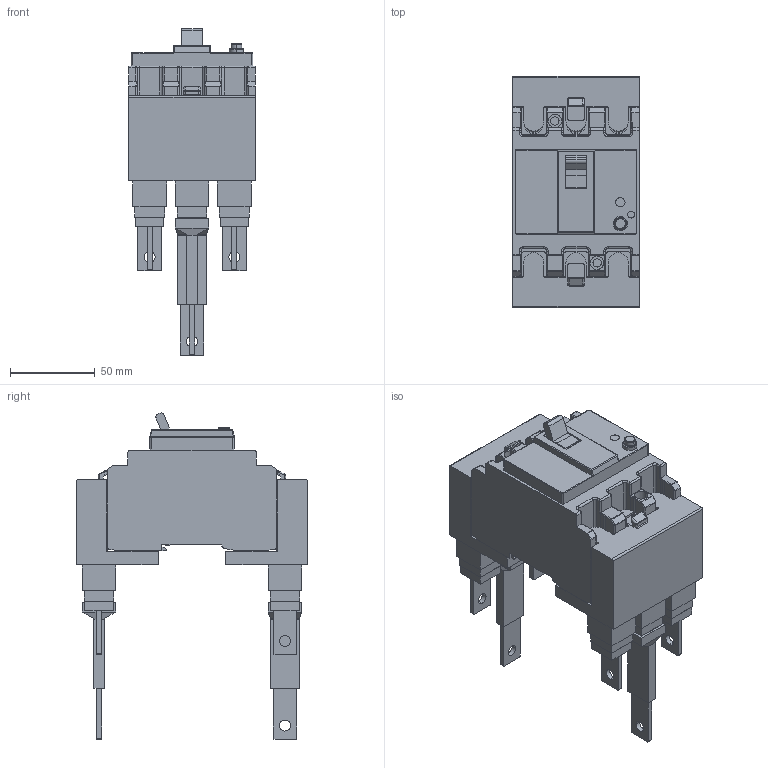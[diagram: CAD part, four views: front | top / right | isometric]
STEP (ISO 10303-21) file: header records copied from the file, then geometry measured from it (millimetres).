
FILE_DESCRIPTION(('CoCreate Modeling STEP Export'),'2;1');
FILE_NAME('Ｅ１００ＮＦ３Ｒ.stp','2016-03-24T 9:33:49',(''),(''),'CoCreate Modeling STEP processor for AP214 (Solid Model)','CoCreate Modeling 17.0 01-Apr-2010 (C) Parametric Technology GmbH','');
FILE_SCHEMA(('AUTOMOTIVE_DESIGN { 1 0 10303 214 1 1 1 1 }'));
Length unit declared in the file: millimetre
Products named in the file (11): P4; P4.1; P3.1; P1; P3; P2; P5; P7.1; P8.1; P6.1; Ｅ１００ＮＦ３Ｒ
Assembly tree (22 placements, depth 2):
  Ｅ１００ＮＦ３Ｒ
    P6.1  x3
    P7.1  x6
    P8.1  x3
    P5  x4
    P2
    P3
    P1
    P3.1
    P4.1
    P4
Bounding box: 75 x 137 x 192.94 mm (x, y, z)
Volume: 666528.8 mm3; surface area: 118371.3 mm2
Topology: 22 solids, 22 shells, 858 faces, 2106 edges, 1327 vertices
Faces by surface type: plane 416, cylinder 310, bspline 65, torus 48, sphere 15, extrusion 4
Entity records: 28911 total; most frequent: CARTESIAN_POINT 12350, ORIENTED_EDGE 3410, DIRECTION 2867, EDGE_CURVE 1705, VERTEX_POINT 1073, VECTOR 975, LINE 971, AXIS2_PLACEMENT_3D 946
